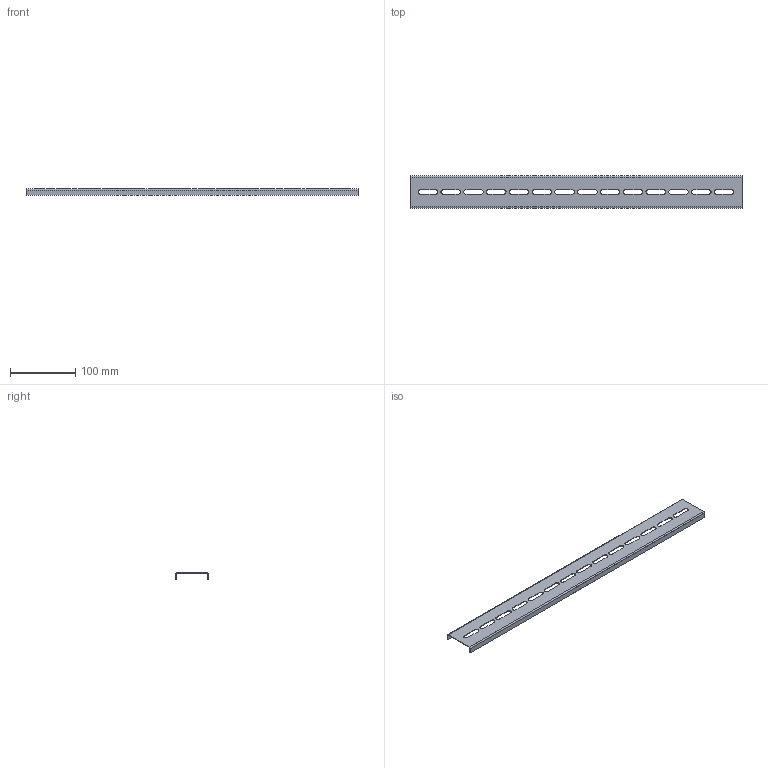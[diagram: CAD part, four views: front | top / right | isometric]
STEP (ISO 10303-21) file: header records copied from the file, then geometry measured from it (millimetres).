
FILE_DESCRIPTION (( 'STEP AP214' ), '1' );
FILE_NAME ('mb15-05-02 Ðåéêà ìîíòàæíàÿ 510õ50.STEP', '2021-02-03T11:05:17', ( '' ), ( '' ), 'SwSTEP 2.0', 'SolidWorks 2021', '' );
FILE_SCHEMA (( 'AUTOMOTIVE_DESIGN' ));
Length unit declared in the file: millimetre
Products named in the file (1): mb15-05-02 Ðåéêà ìîíòàæíàÿ 510õ50
Bounding box: 510 x 50 x 10 mm (x, y, z)
Volume: 31230.5 mm3; surface area: 64566.4 mm2
Topology: 1 solids, 1 shells, 92 faces, 254 edges, 164 vertices
Faces by surface type: cylinder 46, plane 46
Entity records: 3032 total; most frequent: DIRECTION 532, CARTESIAN_POINT 511, ORIENTED_EDGE 508, EDGE_CURVE 254, AXIS2_PLACEMENT_3D 185, VERTEX_POINT 164, VECTOR 162, LINE 162
